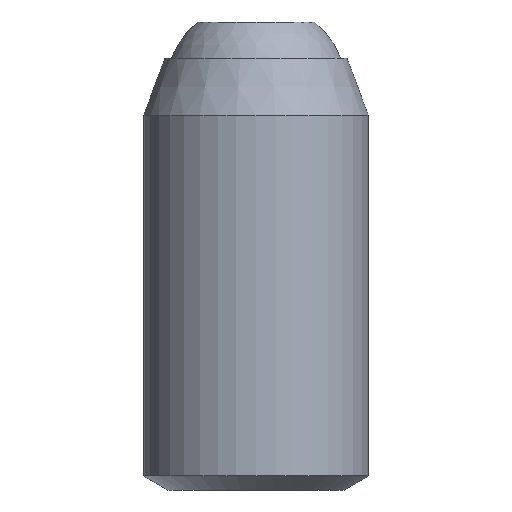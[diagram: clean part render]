
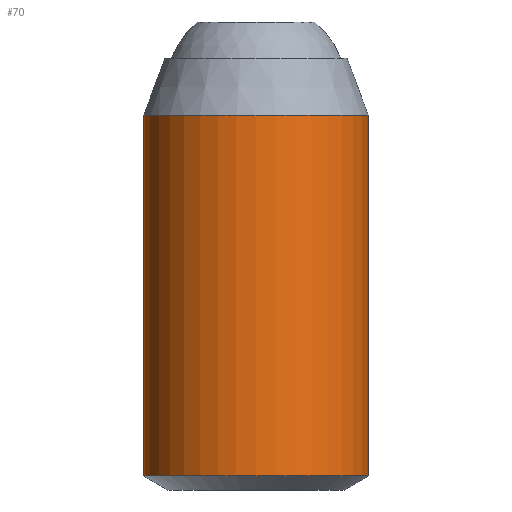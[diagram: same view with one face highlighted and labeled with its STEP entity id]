
A CAD part, front view. The second image highlights one B-rep face of the part: STEP entity #70.
In plain terms, the highlighted cylindrical face has radius 12 mm (diameter 24 mm), a full revolution.
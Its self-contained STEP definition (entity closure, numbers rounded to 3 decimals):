
#70 = ADVANCED_FACE( '', ( #143, #144 ), #145, .T. );
#143 = FACE_OUTER_BOUND( '', #217, .T. );
#144 = FACE_OUTER_BOUND( '', #218, .T. );
#145 = CYLINDRICAL_SURFACE( '', #219, 12. );
#217 = EDGE_LOOP( '', ( #342 ) );
#218 = EDGE_LOOP( '', ( #343 ) );
#219 = AXIS2_PLACEMENT_3D( '', #344, #345, #346 );
#342 = ORIENTED_EDGE( '', *, *, #424, .T. );
#343 = ORIENTED_EDGE( '', *, *, #408, .T. );
#344 = CARTESIAN_POINT( '', ( 0., 0., 46.14 ) );
#345 = DIRECTION( '', ( 0., 0., 1. ) );
#346 = DIRECTION( '', ( -1., 0., 0. ) );
#408 = EDGE_CURVE( '', #472, #472, #473, .T. );
#424 = EDGE_CURVE( '', #497, #497, #498, .T. );
#472 = VERTEX_POINT( '', #554 );
#473 = CIRCLE( '', #555, 12. );
#497 = VERTEX_POINT( '', #589 );
#498 = CIRCLE( '', #590, 12. );
#554 = CARTESIAN_POINT( '', ( -12., 0., 40.026 ) );
#555 = AXIS2_PLACEMENT_3D( '', #659, #660, #661 );
#589 = CARTESIAN_POINT( '', ( 12., 0., 1.5 ) );
#590 = AXIS2_PLACEMENT_3D( '', #675, #676, #677 );
#659 = CARTESIAN_POINT( '', ( 0., 0., 40.026 ) );
#660 = DIRECTION( '', ( 0., 0., -1. ) );
#661 = DIRECTION( '', ( -1., 0., 0. ) );
#675 = CARTESIAN_POINT( '', ( 0., 0., 1.5 ) );
#676 = DIRECTION( '', ( 0., 0., 1. ) );
#677 = DIRECTION( '', ( 1., 0., 0. ) );
